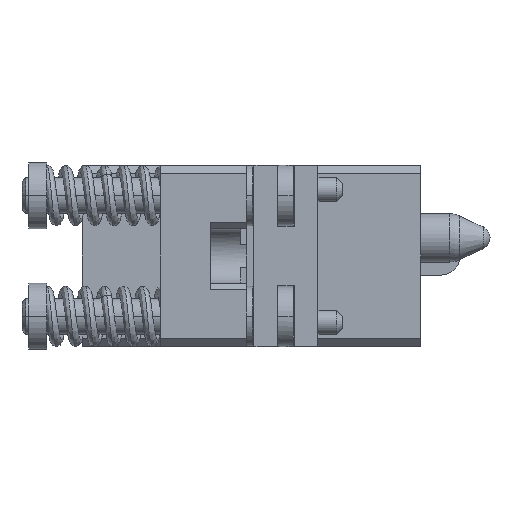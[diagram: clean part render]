
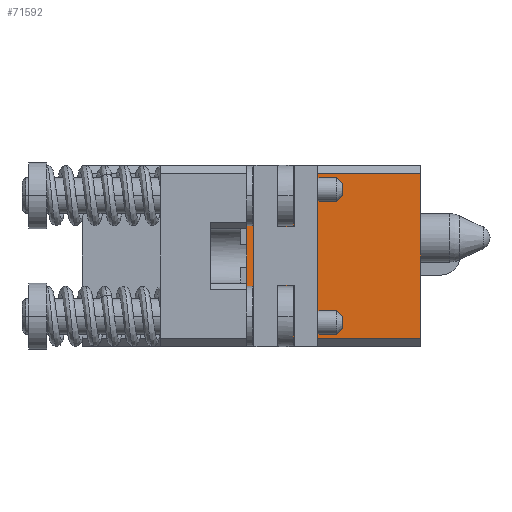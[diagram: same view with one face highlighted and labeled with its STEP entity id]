
A CAD part, left-side view. The second image highlights one B-rep face of the part: STEP entity #71592.
In plain terms, the highlighted planar face has unit normal (-1, 0, 0).
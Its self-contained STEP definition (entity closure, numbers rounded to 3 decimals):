
#135=DIRECTION('',(0.,0.,1.));
#136=VECTOR('',#135,13.63);
#137=CARTESIAN_POINT('',(-22.249,-14.014,-6.815));
#138=LINE('',#137,#136);
#19139=DIRECTION('',(0.,1.,0.));
#19140=VECTOR('',#19139,14.4);
#19141=CARTESIAN_POINT('',(-22.249,-14.014,6.815));
#19142=LINE('',#19141,#19140);
#19147=DIRECTION('',(0.,0.,1.));
#19148=VECTOR('',#19147,13.63);
#19149=CARTESIAN_POINT('',(-22.249,0.386,-6.815));
#19150=LINE('',#19149,#19148);
#19151=DIRECTION('',(0.,1.,0.));
#19152=VECTOR('',#19151,14.4);
#19153=CARTESIAN_POINT('',(-22.249,-14.014,-6.815));
#19154=LINE('',#19153,#19152);
#38357=CARTESIAN_POINT('',(-22.249,-14.014,-6.815));
#38358=CARTESIAN_POINT('',(-22.249,0.386,-6.815));
#38359=VERTEX_POINT('',#38357);
#38360=VERTEX_POINT('',#38358);
#38377=CARTESIAN_POINT('',(-22.249,-14.014,6.815));
#38378=CARTESIAN_POINT('',(-22.249,0.386,6.815));
#38379=VERTEX_POINT('',#38377);
#38380=VERTEX_POINT('',#38378);
#71580=CARTESIAN_POINT('',(-22.249,-13.99,-7.505));
#71581=DIRECTION('',(-1.,0.,0.));
#71582=DIRECTION('',(0.,0.,1.));
#71583=AXIS2_PLACEMENT_3D('',#71580,#71581,#71582);
#71584=PLANE('',#71583);
#71585=ORIENTED_EDGE('',*,*,#71487,.T.);
#71586=ORIENTED_EDGE('',*,*,#71574,.F.);
#71587=ORIENTED_EDGE('',*,*,#47592,.F.);
#71589=ORIENTED_EDGE('',*,*,#71588,.T.);
#71590=EDGE_LOOP('',(#71585,#71586,#71587,#71589));
#71591=FACE_OUTER_BOUND('',#71590,.F.);
#71592=ADVANCED_FACE('',(#71591),#71584,.T.);
#47592=EDGE_CURVE('',#38359,#38379,#138,.T.);
#71487=EDGE_CURVE('',#38360,#38380,#19150,.T.);
#71574=EDGE_CURVE('',#38379,#38380,#19142,.T.);
#71588=EDGE_CURVE('',#38359,#38360,#19154,.T.);
